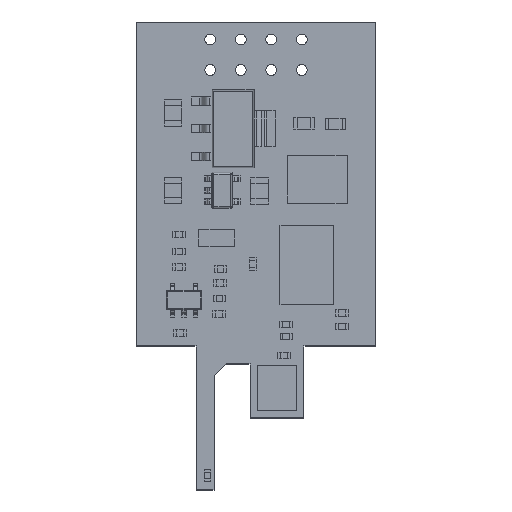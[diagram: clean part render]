
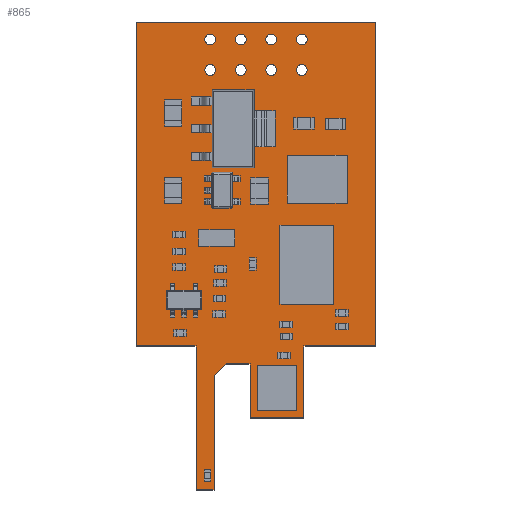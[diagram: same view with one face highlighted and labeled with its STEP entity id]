
A CAD part, top view. The second image highlights one B-rep face of the part: STEP entity #865.
In plain terms, the highlighted planar face has unit normal (0, 0, 1).
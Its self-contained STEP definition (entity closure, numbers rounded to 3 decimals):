
#160 = VERTEX_POINT('',#161);
#161 = CARTESIAN_POINT('',(-15.,-12.,0.411));
#167 = EDGE_CURVE('',#160,#168,#170,.T.);
#168 = VERTEX_POINT('',#169);
#169 = CARTESIAN_POINT('',(-15.,0.,0.411));
#170 = LINE('',#171,#172);
#171 = CARTESIAN_POINT('',(-15.,-12.,0.411));
#172 = VECTOR('',#173,1.);
#173 = DIRECTION('',(0.,1.,0.));
#198 = EDGE_CURVE('',#168,#199,#201,.T.);
#199 = VERTEX_POINT('',#200);
#200 = CARTESIAN_POINT('',(-20.,0.,0.411));
#201 = LINE('',#202,#203);
#202 = CARTESIAN_POINT('',(-15.,0.,0.411));
#203 = VECTOR('',#204,1.);
#204 = DIRECTION('',(-1.,0.,0.));
#229 = EDGE_CURVE('',#199,#230,#232,.T.);
#230 = VERTEX_POINT('',#231);
#231 = CARTESIAN_POINT('',(-20.,27.,0.411));
#232 = LINE('',#233,#234);
#233 = CARTESIAN_POINT('',(-20.,0.,0.411));
#234 = VECTOR('',#235,1.);
#235 = DIRECTION('',(0.,1.,0.));
#260 = EDGE_CURVE('',#230,#261,#263,.T.);
#261 = VERTEX_POINT('',#262);
#262 = CARTESIAN_POINT('',(0.,27.,0.411));
#263 = LINE('',#264,#265);
#264 = CARTESIAN_POINT('',(-20.,27.,0.411));
#265 = VECTOR('',#266,1.);
#266 = DIRECTION('',(1.,0.,0.));
#291 = EDGE_CURVE('',#261,#292,#294,.T.);
#292 = VERTEX_POINT('',#293);
#293 = CARTESIAN_POINT('',(0.,0.,0.411));
#294 = LINE('',#295,#296);
#295 = CARTESIAN_POINT('',(0.,27.,0.411));
#296 = VECTOR('',#297,1.);
#297 = DIRECTION('',(0.,-1.,0.));
#322 = EDGE_CURVE('',#292,#323,#325,.T.);
#323 = VERTEX_POINT('',#324);
#324 = CARTESIAN_POINT('',(-6.,0.,0.411));
#325 = LINE('',#326,#327);
#326 = CARTESIAN_POINT('',(0.,0.,0.411));
#327 = VECTOR('',#328,1.);
#328 = DIRECTION('',(-1.,0.,0.));
#353 = EDGE_CURVE('',#323,#354,#356,.T.);
#354 = VERTEX_POINT('',#355);
#355 = CARTESIAN_POINT('',(-6.,-6.,0.411));
#356 = LINE('',#357,#358);
#357 = CARTESIAN_POINT('',(-6.,0.,0.411));
#358 = VECTOR('',#359,1.);
#359 = DIRECTION('',(0.,-1.,0.));
#384 = EDGE_CURVE('',#354,#385,#387,.T.);
#385 = VERTEX_POINT('',#386);
#386 = CARTESIAN_POINT('',(-10.5,-6.,0.411));
#387 = LINE('',#388,#389);
#388 = CARTESIAN_POINT('',(-6.,-6.,0.411));
#389 = VECTOR('',#390,1.);
#390 = DIRECTION('',(-1.,0.,0.));
#415 = EDGE_CURVE('',#385,#416,#418,.T.);
#416 = VERTEX_POINT('',#417);
#417 = CARTESIAN_POINT('',(-10.5,-1.5,0.411));
#418 = LINE('',#419,#420);
#419 = CARTESIAN_POINT('',(-10.5,-6.,0.411));
#420 = VECTOR('',#421,1.);
#421 = DIRECTION('',(0.,1.,0.));
#446 = EDGE_CURVE('',#416,#447,#449,.T.);
#447 = VERTEX_POINT('',#448);
#448 = CARTESIAN_POINT('',(-12.5,-1.5,0.411));
#449 = LINE('',#450,#451);
#450 = CARTESIAN_POINT('',(-10.5,-1.5,0.411));
#451 = VECTOR('',#452,1.);
#452 = DIRECTION('',(-1.,0.,0.));
#477 = EDGE_CURVE('',#447,#478,#480,.T.);
#478 = VERTEX_POINT('',#479);
#479 = CARTESIAN_POINT('',(-13.5,-2.5,0.411));
#480 = LINE('',#481,#482);
#481 = CARTESIAN_POINT('',(-12.5,-1.5,0.411));
#482 = VECTOR('',#483,1.);
#483 = DIRECTION('',(-0.707,-0.707,0.));
#508 = EDGE_CURVE('',#478,#509,#511,.T.);
#509 = VERTEX_POINT('',#510);
#510 = CARTESIAN_POINT('',(-13.5,-12.,0.411));
#511 = LINE('',#512,#513);
#512 = CARTESIAN_POINT('',(-13.5,-2.5,0.411));
#513 = VECTOR('',#514,1.);
#514 = DIRECTION('',(0.,-1.,0.));
#539 = EDGE_CURVE('',#509,#160,#540,.T.);
#540 = LINE('',#541,#542);
#541 = CARTESIAN_POINT('',(-13.5,-12.,0.411));
#542 = VECTOR('',#543,1.);
#543 = DIRECTION('',(-1.,0.,0.));
#563 = VERTEX_POINT('',#564);
#564 = CARTESIAN_POINT('',(-13.36,23.,0.411));
#570 = EDGE_CURVE('',#563,#563,#571,.T.);
#571 = CIRCLE('',#572,0.45);
#572 = AXIS2_PLACEMENT_3D('',#573,#574,#575);
#573 = CARTESIAN_POINT('',(-13.81,23.,0.411));
#574 = DIRECTION('',(0.,0.,1.));
#575 = DIRECTION('',(1.,0.,0.));
#596 = VERTEX_POINT('',#597);
#597 = CARTESIAN_POINT('',(-10.82,23.,0.411));
#603 = EDGE_CURVE('',#596,#596,#604,.T.);
#604 = CIRCLE('',#605,0.45);
#605 = AXIS2_PLACEMENT_3D('',#606,#607,#608);
#606 = CARTESIAN_POINT('',(-11.27,23.,0.411));
#607 = DIRECTION('',(0.,0.,1.));
#608 = DIRECTION('',(1.,0.,0.));
#629 = VERTEX_POINT('',#630);
#630 = CARTESIAN_POINT('',(-13.36,25.54,0.411));
#636 = EDGE_CURVE('',#629,#629,#637,.T.);
#637 = CIRCLE('',#638,0.45);
#638 = AXIS2_PLACEMENT_3D('',#639,#640,#641);
#639 = CARTESIAN_POINT('',(-13.81,25.54,0.411));
#640 = DIRECTION('',(0.,0.,1.));
#641 = DIRECTION('',(1.,0.,0.));
#662 = VERTEX_POINT('',#663);
#663 = CARTESIAN_POINT('',(-10.82,25.54,0.411));
#669 = EDGE_CURVE('',#662,#662,#670,.T.);
#670 = CIRCLE('',#671,0.45);
#671 = AXIS2_PLACEMENT_3D('',#672,#673,#674);
#672 = CARTESIAN_POINT('',(-11.27,25.54,0.411));
#673 = DIRECTION('',(0.,0.,1.));
#674 = DIRECTION('',(1.,0.,0.));
#695 = VERTEX_POINT('',#696);
#696 = CARTESIAN_POINT('',(-8.28,23.,0.411));
#702 = EDGE_CURVE('',#695,#695,#703,.T.);
#703 = CIRCLE('',#704,0.45);
#704 = AXIS2_PLACEMENT_3D('',#705,#706,#707);
#705 = CARTESIAN_POINT('',(-8.73,23.,0.411));
#706 = DIRECTION('',(0.,0.,1.));
#707 = DIRECTION('',(1.,0.,0.));
#728 = VERTEX_POINT('',#729);
#729 = CARTESIAN_POINT('',(-5.74,23.,0.411));
#735 = EDGE_CURVE('',#728,#728,#736,.T.);
#736 = CIRCLE('',#737,0.45);
#737 = AXIS2_PLACEMENT_3D('',#738,#739,#740);
#738 = CARTESIAN_POINT('',(-6.19,23.,0.411));
#739 = DIRECTION('',(0.,0.,1.));
#740 = DIRECTION('',(1.,0.,0.));
#761 = VERTEX_POINT('',#762);
#762 = CARTESIAN_POINT('',(-8.28,25.54,0.411));
#768 = EDGE_CURVE('',#761,#761,#769,.T.);
#769 = CIRCLE('',#770,0.45);
#770 = AXIS2_PLACEMENT_3D('',#771,#772,#773);
#771 = CARTESIAN_POINT('',(-8.73,25.54,0.411));
#772 = DIRECTION('',(0.,0.,1.));
#773 = DIRECTION('',(1.,0.,0.));
#794 = VERTEX_POINT('',#795);
#795 = CARTESIAN_POINT('',(-5.74,25.54,0.411));
#801 = EDGE_CURVE('',#794,#794,#802,.T.);
#802 = CIRCLE('',#803,0.45);
#803 = AXIS2_PLACEMENT_3D('',#804,#805,#806);
#804 = CARTESIAN_POINT('',(-6.19,25.54,0.411));
#805 = DIRECTION('',(0.,0.,1.));
#806 = DIRECTION('',(1.,0.,0.));
#865 = ADVANCED_FACE('',(#866,#881,#884,#887,#890,#893,#896,#899,#902),
  #905,.F.);
#866 = FACE_BOUND('',#867,.F.);
#867 = EDGE_LOOP('',(#868,#869,#870,#871,#872,#873,#874,#875,#876,#877,
    #878,#879,#880));
#868 = ORIENTED_EDGE('',*,*,#167,.T.);
#869 = ORIENTED_EDGE('',*,*,#198,.T.);
#870 = ORIENTED_EDGE('',*,*,#229,.T.);
#871 = ORIENTED_EDGE('',*,*,#260,.T.);
#872 = ORIENTED_EDGE('',*,*,#291,.T.);
#873 = ORIENTED_EDGE('',*,*,#322,.T.);
#874 = ORIENTED_EDGE('',*,*,#353,.T.);
#875 = ORIENTED_EDGE('',*,*,#384,.T.);
#876 = ORIENTED_EDGE('',*,*,#415,.T.);
#877 = ORIENTED_EDGE('',*,*,#446,.T.);
#878 = ORIENTED_EDGE('',*,*,#477,.T.);
#879 = ORIENTED_EDGE('',*,*,#508,.T.);
#880 = ORIENTED_EDGE('',*,*,#539,.T.);
#881 = FACE_BOUND('',#882,.F.);
#882 = EDGE_LOOP('',(#883));
#883 = ORIENTED_EDGE('',*,*,#570,.T.);
#884 = FACE_BOUND('',#885,.F.);
#885 = EDGE_LOOP('',(#886));
#886 = ORIENTED_EDGE('',*,*,#603,.T.);
#887 = FACE_BOUND('',#888,.F.);
#888 = EDGE_LOOP('',(#889));
#889 = ORIENTED_EDGE('',*,*,#636,.T.);
#890 = FACE_BOUND('',#891,.F.);
#891 = EDGE_LOOP('',(#892));
#892 = ORIENTED_EDGE('',*,*,#669,.T.);
#893 = FACE_BOUND('',#894,.F.);
#894 = EDGE_LOOP('',(#895));
#895 = ORIENTED_EDGE('',*,*,#702,.T.);
#896 = FACE_BOUND('',#897,.F.);
#897 = EDGE_LOOP('',(#898));
#898 = ORIENTED_EDGE('',*,*,#735,.T.);
#899 = FACE_BOUND('',#900,.F.);
#900 = EDGE_LOOP('',(#901));
#901 = ORIENTED_EDGE('',*,*,#768,.T.);
#902 = FACE_BOUND('',#903,.F.);
#903 = EDGE_LOOP('',(#904));
#904 = ORIENTED_EDGE('',*,*,#801,.T.);
#905 = PLANE('',#906);
#906 = AXIS2_PLACEMENT_3D('',#907,#908,#909);
#907 = CARTESIAN_POINT('',(-15.,-12.,0.411));
#908 = DIRECTION('',(0.,0.,-1.));
#909 = DIRECTION('',(-1.,0.,0.));
